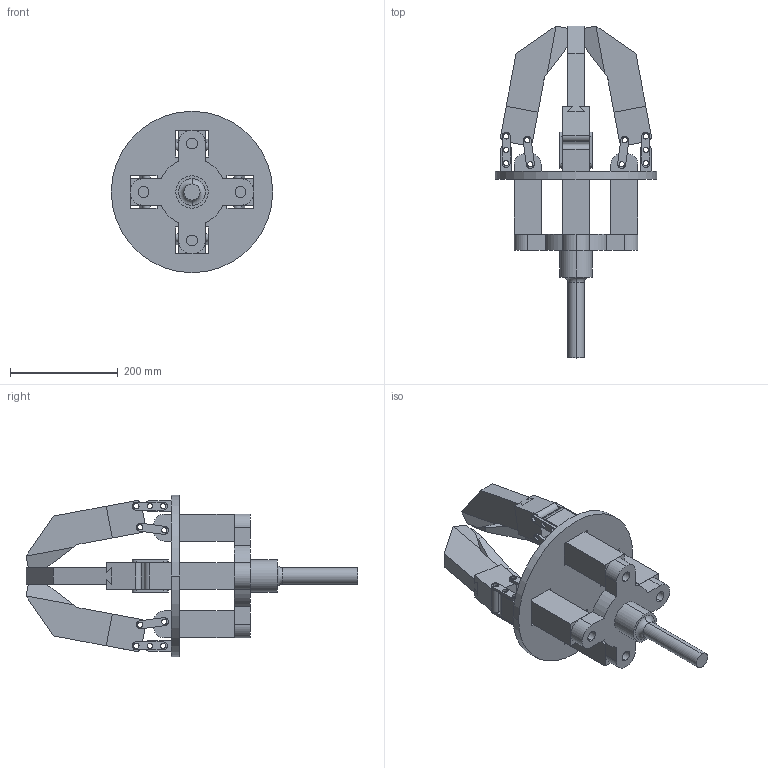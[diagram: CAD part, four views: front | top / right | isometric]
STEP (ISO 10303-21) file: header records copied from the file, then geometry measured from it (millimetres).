
FILE_DESCRIPTION (( 'STEP AP214' ), '1' );
FILE_NAME ('END EFFECTOR 1.STEP', '2024-09-02T08:58:30', ( '' ), ( '' ), 'SwSTEP 2.0', 'SolidWorks 2024', '' );
FILE_SCHEMA (( 'AUTOMOTIVE_DESIGN' ));
Length unit declared in the file: millimetre
Products named in the file (8): GRIPPER SUPPORT; BASE; CONNECTOR; JOINT 2; END EFFECTOR   1; JOINT 3; GRIPPER; JOINT 1
Assembly tree (30 placements, depth 2):
  END EFFECTOR   1
    GRIPPER  x4
    GRIPPER SUPPORT  x4
    BASE
    JOINT 1  x8
    JOINT 2  x4
    JOINT 3  x8
    CONNECTOR
Bounding box: 300 x 617.04 x 300 mm (x, y, z)
Volume: 5227206.9 mm3; surface area: 710487.3 mm2
Topology: 30 solids, 30 shells, 447 faces, 1121 edges, 744 vertices
Faces by surface type: plane 238, cylinder 207, torus 2
Entity records: 5481 total; most frequent: DIRECTION 954, CARTESIAN_POINT 886, ORIENTED_EDGE 832, EDGE_CURVE 416, AXIS2_PLACEMENT_3D 344, VERTEX_POINT 276, LINE 266, VECTOR 266
